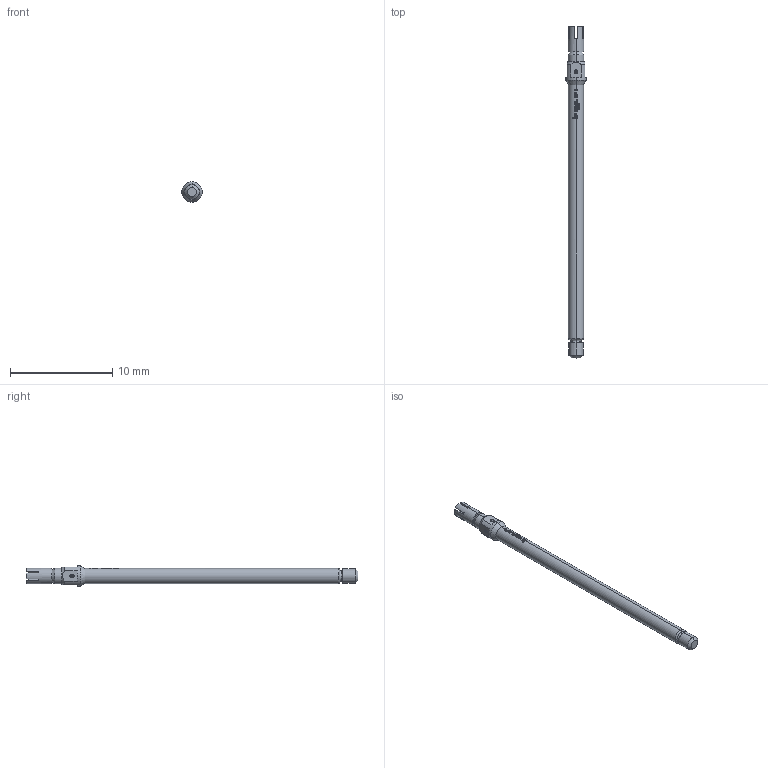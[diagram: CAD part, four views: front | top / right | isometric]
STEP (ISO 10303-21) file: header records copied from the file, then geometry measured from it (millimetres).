
FILE_DESCRIPTION (( 'STEP AP203' ), '1' );
FILE_NAME ('INGUN_PKS-171_319_150_A_xx02_M.STEP', '2020-10-16T07:32:37', ( '' ), ( '' ), 'SwSTEP 2.0', 'SolidWorks 2018', '' );
FILE_SCHEMA (( 'CONFIG_CONTROL_DESIGN' ));
Length unit declared in the file: millimetre
Products named in the file (1): INGUN_PKS-171_319_150_A_xx02_M
Bounding box: 2 x 32.5 x 2 mm (x, y, z)
Volume: 56.3 mm3; surface area: 164.6 mm2
Topology: 1 solids, 1 shells, 148 faces, 400 edges, 262 vertices
Faces by surface type: plane 69, bspline 30, cylinder 29, cone 14, torus 6
Entity records: 5611 total; most frequent: CARTESIAN_POINT 2009, ORIENTED_EDGE 800, DIRECTION 660, EDGE_CURVE 400, VERTEX_POINT 262, AXIS2_PLACEMENT_3D 261, EDGE_LOOP 156, ADVANCED_FACE 148
